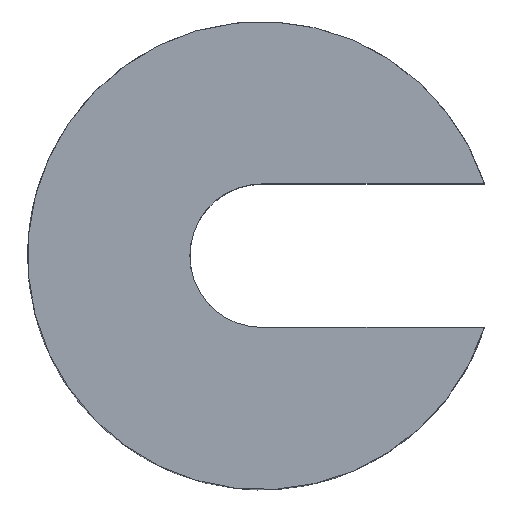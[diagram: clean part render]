
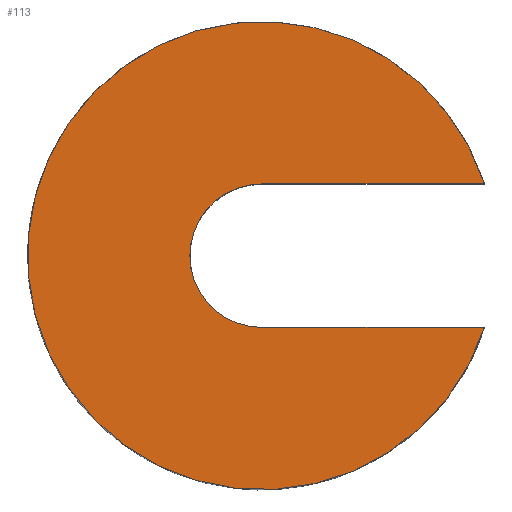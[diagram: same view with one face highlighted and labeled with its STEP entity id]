
A CAD part, top view. The second image highlights one B-rep face of the part: STEP entity #113.
In plain terms, the highlighted planar face has unit normal (0, 0, 1).
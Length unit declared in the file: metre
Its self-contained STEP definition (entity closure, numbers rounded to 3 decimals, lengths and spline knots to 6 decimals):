
#14=PLANE('',#134);
#23=LINE('',#213,#32);
#24=LINE('',#214,#33);
#32=VECTOR('',#151,1.);
#33=VECTOR('',#152,1.);
#45=ORIENTED_EDGE('',*,*,#75,.F.);
#46=ORIENTED_EDGE('',*,*,#76,.T.);
#47=ORIENTED_EDGE('',*,*,#69,.T.);
#48=ORIENTED_EDGE('',*,*,#77,.F.);
#69=EDGE_CURVE('',#84,#85,#94,.T.);
#75=EDGE_CURVE('',#90,#91,#95,.T.);
#76=EDGE_CURVE('',#90,#84,#23,.T.);
#77=EDGE_CURVE('',#91,#85,#24,.T.);
#84=VERTEX_POINT('',#167);
#85=VERTEX_POINT('',#168);
#90=VERTEX_POINT('',#211);
#91=VERTEX_POINT('',#212);
#94=CIRCLE('',#133,0.0062);
#95=CIRCLE('',#135,0.0019);
#97=EDGE_LOOP('',(#45,#46,#47,#48));
#104=FACE_BOUND('',#97,.T.);
#113=ADVANCED_FACE('',(#104),#14,.T.);
#133=AXIS2_PLACEMENT_3D('',#166,#143,#144);
#134=AXIS2_PLACEMENT_3D('',#209,#147,#148);
#135=AXIS2_PLACEMENT_3D('',#210,#149,#150);
#143=DIRECTION('',(0.,0.,1.));
#144=DIRECTION('',(1.,0.,0.));
#147=DIRECTION('',(0.,0.,1.));
#148=DIRECTION('',(1.,0.,0.));
#149=DIRECTION('',(0.,0.,1.));
#150=DIRECTION('',(1.,0.,0.));
#151=DIRECTION('',(1.,0.,0.));
#152=DIRECTION('',(1.,0.,0.));
#166=CARTESIAN_POINT('',(0.,0.,0.013));
#167=CARTESIAN_POINT('',(0.005902,0.0019,0.013));
#168=CARTESIAN_POINT('',(0.005902,-0.0019,0.013));
#209=CARTESIAN_POINT('',(0.,0.,0.013));
#210=CARTESIAN_POINT('',(0.,0.,0.013));
#211=CARTESIAN_POINT('',(0.,0.0019,0.013));
#212=CARTESIAN_POINT('',(0.,-0.0019,0.013));
#213=CARTESIAN_POINT('',(0.00325,0.0019,0.013));
#214=CARTESIAN_POINT('',(0.00325,-0.0019,0.013));
